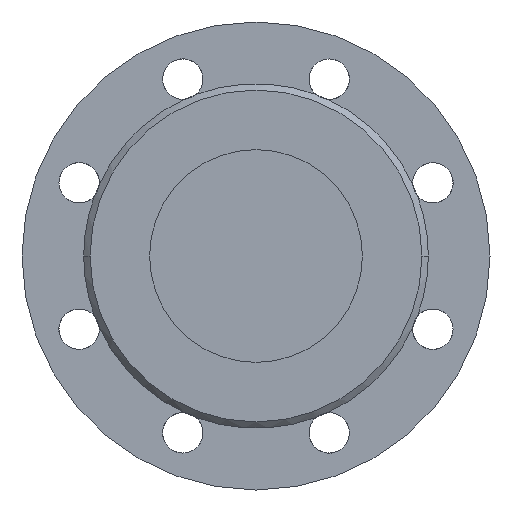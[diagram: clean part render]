
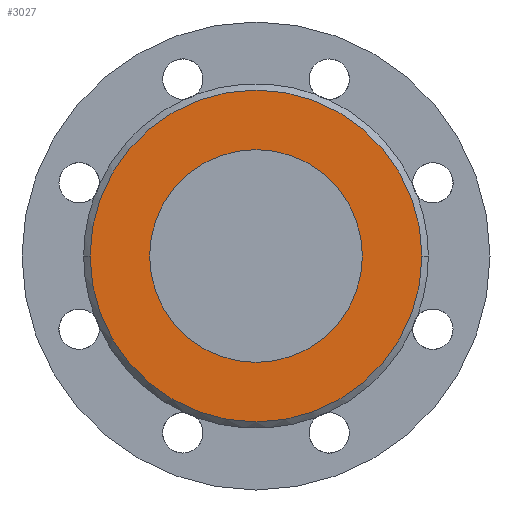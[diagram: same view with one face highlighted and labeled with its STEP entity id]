
A CAD part, left-side view. The second image highlights one B-rep face of the part: STEP entity #3027.
In plain terms, the highlighted planar face has unit normal (-1, 0, 0).
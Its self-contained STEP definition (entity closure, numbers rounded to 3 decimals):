
#1224=CARTESIAN_POINT('',(-95.,0.,0.));
#1225=DIRECTION('',(-1.,0.,0.));
#1226=DIRECTION('',(0.,1.,0.));
#1227=AXIS2_PLACEMENT_3D('',#1224,#1225,#1226);
#1232=CARTESIAN_POINT('',(-95.,0.,0.));
#1233=DIRECTION('',(1.,0.,0.));
#1234=DIRECTION('',(0.,1.,0.));
#1235=AXIS2_PLACEMENT_3D('',#1232,#1233,#1234);
#1240=CARTESIAN_POINT('',(-95.,0.,0.));
#1241=DIRECTION('',(1.,0.,0.));
#1242=DIRECTION('',(0.,1.,0.));
#1243=AXIS2_PLACEMENT_3D('',#1240,#1241,#1242);
#1248=CARTESIAN_POINT('',(-95.,0.,0.));
#1249=DIRECTION('',(1.,0.,0.));
#1250=DIRECTION('',(0.,-1.,0.));
#1251=AXIS2_PLACEMENT_3D('',#1248,#1249,#1250);
#2437=CARTESIAN_POINT('',(-95.,78.,0.));
#2439=VERTEX_POINT('',#2437);
#2453=CARTESIAN_POINT('',(-95.,-78.,0.));
#2455=VERTEX_POINT('',#2453);
#2512=CARTESIAN_POINT('',(-95.,50.,0.));
#2513=CARTESIAN_POINT('',(-95.,-50.,0.));
#2514=VERTEX_POINT('',#2512);
#2515=VERTEX_POINT('',#2513);
#3012=CARTESIAN_POINT('',(-95.,0.,0.));
#3013=DIRECTION('',(1.,0.,0.));
#3014=DIRECTION('',(0.,-1.,0.));
#3015=AXIS2_PLACEMENT_3D('',#3012,#3013,#3014);
#3016=PLANE('',#3015);
#3017=ORIENTED_EDGE('',*,*,#2931,.F.);
#3018=ORIENTED_EDGE('',*,*,#2957,.T.);
#3019=EDGE_LOOP('',(#3017,#3018));
#3020=FACE_OUTER_BOUND('',#3019,.F.);
#3022=ORIENTED_EDGE('',*,*,#3021,.F.);
#3024=ORIENTED_EDGE('',*,*,#3023,.F.);
#3025=EDGE_LOOP('',(#3022,#3024));
#3026=FACE_BOUND('',#3025,.F.);
#3027=ADVANCED_FACE('',(#3020,#3026),#3016,.F.);
#1228=CIRCLE('',#1227,78.);
#1236=CIRCLE('',#1235,78.);
#1244=CIRCLE('',#1243,50.);
#1252=CIRCLE('',#1251,50.);
#2931=EDGE_CURVE('',#2439,#2455,#1228,.T.);
#2957=EDGE_CURVE('',#2439,#2455,#1236,.T.);
#3021=EDGE_CURVE('',#2514,#2515,#1244,.T.);
#3023=EDGE_CURVE('',#2515,#2514,#1252,.T.);
